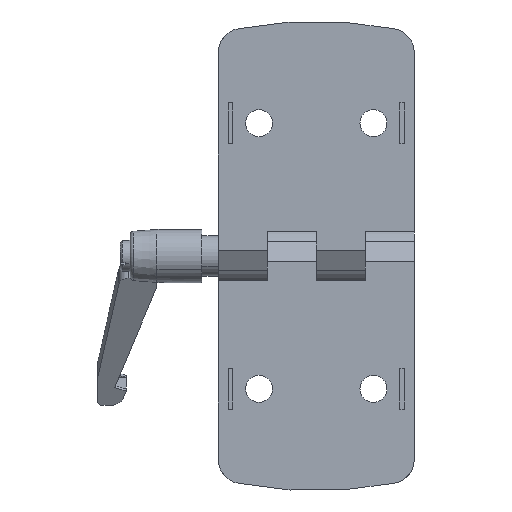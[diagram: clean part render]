
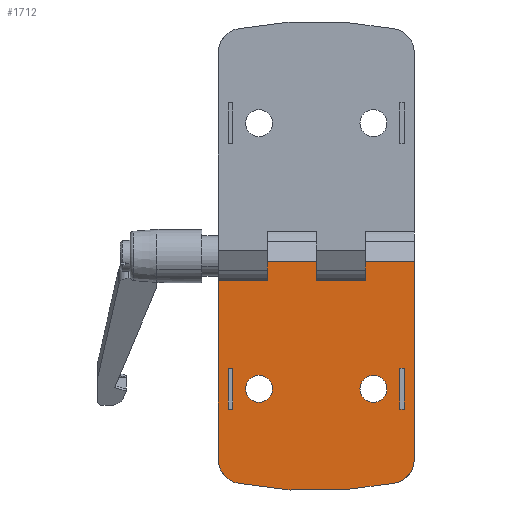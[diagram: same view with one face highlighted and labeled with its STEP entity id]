
A CAD part, left-side view. The second image highlights one B-rep face of the part: STEP entity #1712.
In plain terms, the highlighted planar face has unit normal (-1, 0, 0).
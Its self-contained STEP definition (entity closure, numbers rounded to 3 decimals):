
#520=CARTESIAN_POINT('',(0.,14.,32.5));
#521=DIRECTION('',(-1.,0.,0.));
#522=DIRECTION('',(0.,1.,0.));
#523=AXIS2_PLACEMENT_3D('',#520,#521,#522);
#528=CARTESIAN_POINT('',(0.,14.,32.5));
#529=DIRECTION('',(-1.,0.,0.));
#530=DIRECTION('',(0.,-1.,0.));
#531=AXIS2_PLACEMENT_3D('',#528,#529,#530);
#536=CARTESIAN_POINT('',(0.,-14.,32.5));
#537=DIRECTION('',(1.,0.,0.));
#538=DIRECTION('',(0.,-1.,0.));
#539=AXIS2_PLACEMENT_3D('',#536,#537,#538);
#544=CARTESIAN_POINT('',(0.,-14.,32.5));
#545=DIRECTION('',(1.,0.,0.));
#546=DIRECTION('',(0.,1.,0.));
#547=AXIS2_PLACEMENT_3D('',#544,#545,#546);
#552=DIRECTION('',(0.,0.,1.));
#553=VECTOR('',#552,4.585);
#554=CARTESIAN_POINT('',(0.,0.,1.415));
#555=LINE('',#554,#553);
#559=DIRECTION('',(0.,1.,0.));
#560=VECTOR('',#559,12.);
#561=CARTESIAN_POINT('',(0.,0.,6.));
#562=LINE('',#561,#560);
#566=DIRECTION('',(0.,0.,1.));
#567=VECTOR('',#566,4.585);
#568=CARTESIAN_POINT('',(0.,12.,1.415));
#569=LINE('',#568,#567);
#573=DIRECTION('',(0.,1.,0.));
#574=VECTOR('',#573,12.);
#575=CARTESIAN_POINT('',(0.,12.,1.415));
#576=LINE('',#575,#574);
#580=DIRECTION('',(0.,0.,1.));
#581=VECTOR('',#580,48.345);
#582=CARTESIAN_POINT('',(0.,24.,1.415));
#583=LINE('',#582,#581);
#587=CARTESIAN_POINT('',(0.,18.,49.761));
#588=DIRECTION('',(1.,0.,0.));
#589=DIRECTION('',(0.,1.,0.));
#590=AXIS2_PLACEMENT_3D('',#587,#588,#589);
#595=CARTESIAN_POINT('',(0.,0.,-42.5));
#596=DIRECTION('',(1.,0.,0.));
#597=DIRECTION('',(0.,0.191,0.981));
#598=AXIS2_PLACEMENT_3D('',#595,#596,#597);
#603=CARTESIAN_POINT('',(0.,-18.,49.761));
#604=DIRECTION('',(1.,0.,0.));
#605=DIRECTION('',(0.,-0.191,0.981));
#606=AXIS2_PLACEMENT_3D('',#603,#604,#605);
#611=DIRECTION('',(0.,0.,-1.));
#612=VECTOR('',#611,43.761);
#613=CARTESIAN_POINT('',(0.,-24.,49.761));
#614=LINE('',#613,#612);
#618=DIRECTION('',(0.,1.,0.));
#619=VECTOR('',#618,12.);
#620=CARTESIAN_POINT('',(0.,-24.,6.));
#621=LINE('',#620,#619);
#625=DIRECTION('',(0.,0.,1.));
#626=VECTOR('',#625,4.585);
#627=CARTESIAN_POINT('',(0.,-12.,1.415));
#628=LINE('',#627,#626);
#632=DIRECTION('',(0.,1.,0.));
#633=VECTOR('',#632,12.);
#634=CARTESIAN_POINT('',(0.,-12.,1.415));
#635=LINE('',#634,#633);
#639=DIRECTION('',(0.,0.,-1.));
#640=VECTOR('',#639,10.);
#641=CARTESIAN_POINT('',(0.,20.5,37.5));
#642=LINE('',#641,#640);
#646=DIRECTION('',(0.,-1.,0.));
#647=VECTOR('',#646,1.);
#648=CARTESIAN_POINT('',(0.,21.5,37.5));
#649=LINE('',#648,#647);
#653=DIRECTION('',(0.,0.,1.));
#654=VECTOR('',#653,10.);
#655=CARTESIAN_POINT('',(0.,21.5,27.5));
#656=LINE('',#655,#654);
#660=DIRECTION('',(0.,1.,0.));
#661=VECTOR('',#660,1.);
#662=CARTESIAN_POINT('',(0.,20.5,27.5));
#663=LINE('',#662,#661);
#667=DIRECTION('',(0.,-1.,0.));
#668=VECTOR('',#667,1.);
#669=CARTESIAN_POINT('',(0.,-20.5,37.5));
#670=LINE('',#669,#668);
#674=DIRECTION('',(0.,0.,1.));
#675=VECTOR('',#674,10.);
#676=CARTESIAN_POINT('',(0.,-20.5,27.5));
#677=LINE('',#676,#675);
#681=DIRECTION('',(0.,1.,0.));
#682=VECTOR('',#681,1.);
#683=CARTESIAN_POINT('',(0.,-21.5,27.5));
#684=LINE('',#683,#682);
#688=DIRECTION('',(0.,0.,-1.));
#689=VECTOR('',#688,10.);
#690=CARTESIAN_POINT('',(0.,-21.5,37.5));
#691=LINE('',#690,#689);
#1392=CARTESIAN_POINT('',(0.,-24.,49.761));
#1394=VERTEX_POINT('',#1392);
#1396=CARTESIAN_POINT('',(0.,24.,49.761));
#1398=VERTEX_POINT('',#1396);
#1400=CARTESIAN_POINT('',(0.,19.149,55.649));
#1401=VERTEX_POINT('',#1400);
#1402=CARTESIAN_POINT('',(0.,-19.149,55.649));
#1403=VERTEX_POINT('',#1402);
#1426=CARTESIAN_POINT('',(0.,17.3,32.5));
#1427=CARTESIAN_POINT('',(0.,10.7,32.5));
#1428=VERTEX_POINT('',#1426);
#1429=VERTEX_POINT('',#1427);
#1445=CARTESIAN_POINT('',(0.,-17.3,32.5));
#1446=CARTESIAN_POINT('',(0.,-10.7,32.5));
#1447=VERTEX_POINT('',#1445);
#1448=VERTEX_POINT('',#1446);
#1454=CARTESIAN_POINT('',(0.,24.,1.415));
#1455=VERTEX_POINT('',#1454);
#1461=CARTESIAN_POINT('',(0.,-24.,6.));
#1463=VERTEX_POINT('',#1461);
#1470=CARTESIAN_POINT('',(0.,-12.,1.415));
#1471=CARTESIAN_POINT('',(0.,-12.,6.));
#1472=VERTEX_POINT('',#1470);
#1473=VERTEX_POINT('',#1471);
#1486=CARTESIAN_POINT('',(0.,0.,1.415));
#1487=CARTESIAN_POINT('',(0.,0.,6.));
#1488=VERTEX_POINT('',#1486);
#1489=VERTEX_POINT('',#1487);
#1490=CARTESIAN_POINT('',(0.,12.,1.415));
#1491=CARTESIAN_POINT('',(0.,12.,6.));
#1492=VERTEX_POINT('',#1490);
#1493=VERTEX_POINT('',#1491);
#1526=CARTESIAN_POINT('',(0.,20.5,37.5));
#1527=CARTESIAN_POINT('',(0.,20.5,27.5));
#1528=VERTEX_POINT('',#1526);
#1529=VERTEX_POINT('',#1527);
#1530=CARTESIAN_POINT('',(0.,21.5,27.5));
#1531=VERTEX_POINT('',#1530);
#1532=CARTESIAN_POINT('',(0.,21.5,37.5));
#1533=VERTEX_POINT('',#1532);
#1542=CARTESIAN_POINT('',(0.,-20.5,37.5));
#1543=CARTESIAN_POINT('',(0.,-21.5,37.5));
#1544=VERTEX_POINT('',#1542);
#1545=VERTEX_POINT('',#1543);
#1546=CARTESIAN_POINT('',(0.,-21.5,27.5));
#1547=VERTEX_POINT('',#1546);
#1548=CARTESIAN_POINT('',(0.,-20.5,27.5));
#1549=VERTEX_POINT('',#1548);
#1653=CARTESIAN_POINT('',(0.,-24.,1.7));
#1654=DIRECTION('',(-1.,0.,0.));
#1655=DIRECTION('',(0.,0.,1.));
#1656=AXIS2_PLACEMENT_3D('',#1653,#1654,#1655);
#1657=PLANE('',#1656);
#1659=ORIENTED_EDGE('',*,*,#1658,.T.);
#1661=ORIENTED_EDGE('',*,*,#1660,.T.);
#1663=ORIENTED_EDGE('',*,*,#1662,.F.);
#1665=ORIENTED_EDGE('',*,*,#1664,.T.);
#1667=ORIENTED_EDGE('',*,*,#1666,.T.);
#1669=ORIENTED_EDGE('',*,*,#1668,.T.);
#1670=ORIENTED_EDGE('',*,*,#1646,.T.);
#1671=ORIENTED_EDGE('',*,*,#1614,.T.);
#1672=ORIENTED_EDGE('',*,*,#1557,.T.);
#1673=ORIENTED_EDGE('',*,*,#1578,.T.);
#1675=ORIENTED_EDGE('',*,*,#1674,.F.);
#1677=ORIENTED_EDGE('',*,*,#1676,.T.);
#1678=EDGE_LOOP('',(#1659,#1661,#1663,#1665,#1667,#1669,#1670,#1671,#1672,#1673,
#1675,#1677));
#1679=FACE_OUTER_BOUND('',#1678,.F.);
#1681=ORIENTED_EDGE('',*,*,#1680,.F.);
#1683=ORIENTED_EDGE('',*,*,#1682,.F.);
#1684=EDGE_LOOP('',(#1681,#1683));
#1685=FACE_BOUND('',#1684,.F.);
#1687=ORIENTED_EDGE('',*,*,#1686,.T.);
#1689=ORIENTED_EDGE('',*,*,#1688,.T.);
#1690=EDGE_LOOP('',(#1687,#1689));
#1691=FACE_BOUND('',#1690,.F.);
#1693=ORIENTED_EDGE('',*,*,#1692,.F.);
#1695=ORIENTED_EDGE('',*,*,#1694,.F.);
#1697=ORIENTED_EDGE('',*,*,#1696,.F.);
#1699=ORIENTED_EDGE('',*,*,#1698,.F.);
#1700=EDGE_LOOP('',(#1693,#1695,#1697,#1699));
#1701=FACE_BOUND('',#1700,.F.);
#1703=ORIENTED_EDGE('',*,*,#1702,.F.);
#1705=ORIENTED_EDGE('',*,*,#1704,.F.);
#1707=ORIENTED_EDGE('',*,*,#1706,.F.);
#1709=ORIENTED_EDGE('',*,*,#1708,.F.);
#1710=EDGE_LOOP('',(#1703,#1705,#1707,#1709));
#1711=FACE_BOUND('',#1710,.F.);
#524=CIRCLE('',#523,3.3);
#532=CIRCLE('',#531,3.3);
#540=CIRCLE('',#539,3.3);
#548=CIRCLE('',#547,3.3);
#591=CIRCLE('',#590,6.);
#599=CIRCLE('',#598,100.);
#607=CIRCLE('',#606,6.);
#1557=EDGE_CURVE('',#1394,#1463,#614,.T.);
#1578=EDGE_CURVE('',#1463,#1473,#621,.T.);
#1614=EDGE_CURVE('',#1403,#1394,#607,.T.);
#1646=EDGE_CURVE('',#1401,#1403,#599,.T.);
#1658=EDGE_CURVE('',#1488,#1489,#555,.T.);
#1660=EDGE_CURVE('',#1489,#1493,#562,.T.);
#1662=EDGE_CURVE('',#1492,#1493,#569,.T.);
#1664=EDGE_CURVE('',#1492,#1455,#576,.T.);
#1666=EDGE_CURVE('',#1455,#1398,#583,.T.);
#1668=EDGE_CURVE('',#1398,#1401,#591,.T.);
#1674=EDGE_CURVE('',#1472,#1473,#628,.T.);
#1676=EDGE_CURVE('',#1472,#1488,#635,.T.);
#1680=EDGE_CURVE('',#1447,#1448,#540,.T.);
#1682=EDGE_CURVE('',#1448,#1447,#548,.T.);
#1686=EDGE_CURVE('',#1428,#1429,#524,.T.);
#1688=EDGE_CURVE('',#1429,#1428,#532,.T.);
#1692=EDGE_CURVE('',#1528,#1529,#642,.T.);
#1694=EDGE_CURVE('',#1533,#1528,#649,.T.);
#1696=EDGE_CURVE('',#1531,#1533,#656,.T.);
#1698=EDGE_CURVE('',#1529,#1531,#663,.T.);
#1702=EDGE_CURVE('',#1544,#1545,#670,.T.);
#1704=EDGE_CURVE('',#1549,#1544,#677,.T.);
#1706=EDGE_CURVE('',#1547,#1549,#684,.T.);
#1708=EDGE_CURVE('',#1545,#1547,#691,.T.);
#1712=ADVANCED_FACE('',(#1679,#1685,#1691,#1701,#1711),#1657,.T.);
